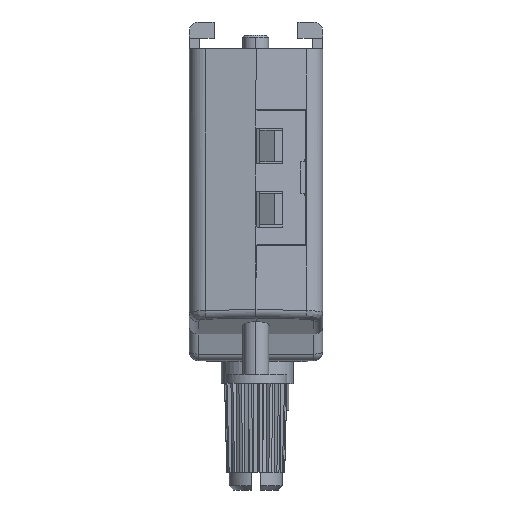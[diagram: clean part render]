
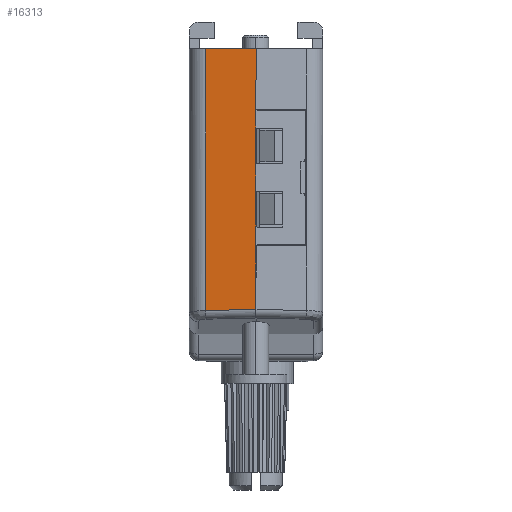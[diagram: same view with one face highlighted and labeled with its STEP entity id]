
A CAD part, left-side view. The second image highlights one B-rep face of the part: STEP entity #16313.
In plain terms, the highlighted face is planar.
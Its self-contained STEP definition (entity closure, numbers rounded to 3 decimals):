
#158 = EDGE_CURVE ( 'NONE', #16623, #16480, #447, .T. ) ;
#315 = LINE ( 'NONE', #18180, #14054 ) ;
#447 = LINE ( 'NONE', #7139, #14305 ) ;
#494 = ORIENTED_EDGE ( 'NONE', *, *, #11686, .T. ) ;
#860 = CARTESIAN_POINT ( 'NONE',  ( 16.25, 7.471, -9.9 ) ) ;
#863 = CARTESIAN_POINT ( 'NONE',  ( 15.756, 1.826, -38. ) ) ;
#935 = DIRECTION ( 'NONE',  ( 0.087, 0.996, 0.023 ) ) ;
#1229 = DIRECTION ( 'NONE',  ( 0., 0., -1. ) ) ;
#1246 = CARTESIAN_POINT ( 'NONE',  ( 16.25, 7.471, -3. ) ) ;
#1344 = VECTOR ( 'NONE', #16643, 1000. ) ;
#1758 = EDGE_LOOP ( 'NONE', ( #2356, #15098, #494, #14583, #14378, #15425, #16951, #12151, #17696, #15047 ) ) ;
#2356 = ORIENTED_EDGE ( 'NONE', *, *, #3818, .T. ) ;
#2388 = VERTEX_POINT ( 'NONE', #12064 ) ;
#2546 = CARTESIAN_POINT ( 'NONE',  ( 16.25, 7.471, -15.9 ) ) ;
#2582 = LINE ( 'NONE', #5998, #9554 ) ;
#2693 = DIRECTION ( 'NONE',  ( 0., 0., 1. ) ) ;
#2996 = DIRECTION ( 'NONE',  ( 0., 0., -1. ) ) ;
#3177 = DIRECTION ( 'NONE',  ( 0.087, 0.996, 0. ) ) ;
#3818 = EDGE_CURVE ( 'NONE', #2388, #5440, #17534, .T. ) ;
#4591 = CARTESIAN_POINT ( 'NONE',  ( 16.25, 7.471, -9.9 ) ) ;
#4872 = VECTOR ( 'NONE', #12033, 1000. ) ;
#4953 = PLANE ( 'NONE',  #11467 ) ;
#5170 = DIRECTION ( 'NONE',  ( 0., 0., -1. ) ) ;
#5260 = VECTOR ( 'NONE', #6036, 1000. ) ;
#5371 = EDGE_CURVE ( 'NONE', #7477, #6980, #10279, .T. ) ;
#5440 = VERTEX_POINT ( 'NONE', #19376 ) ;
#5588 = VECTOR ( 'NONE', #9409, 1000. ) ;
#5998 = CARTESIAN_POINT ( 'NONE',  ( 16.25, 7.471, -38. ) ) ;
#6026 = LINE ( 'NONE', #4591, #5588 ) ;
#6036 = DIRECTION ( 'NONE',  ( 0., 0., -1. ) ) ;
#6779 = CARTESIAN_POINT ( 'NONE',  ( 16.25, 7.471, -19. ) ) ;
#6980 = VERTEX_POINT ( 'NONE', #7145 ) ;
#7139 = CARTESIAN_POINT ( 'NONE',  ( 16.25, 7.471, -9.9 ) ) ;
#7145 = CARTESIAN_POINT ( 'NONE',  ( 16.25, 7.471, -11.9 ) ) ;
#7477 = VERTEX_POINT ( 'NONE', #860 ) ;
#7781 = EDGE_CURVE ( 'NONE', #5440, #17728, #16088, .T. ) ;
#8241 = LINE ( 'NONE', #21631, #18223 ) ;
#8439 = CARTESIAN_POINT ( 'NONE',  ( 15.596, 0., -38. ) ) ;
#8900 = VECTOR ( 'NONE', #1229, 1000. ) ;
#9253 = CARTESIAN_POINT ( 'NONE',  ( 16.25, 7.471, -9.9 ) ) ;
#9409 = DIRECTION ( 'NONE',  ( 0., 0., -1. ) ) ;
#9493 = EDGE_CURVE ( 'NONE', #16480, #13127, #8241, .T. ) ;
#9537 = CARTESIAN_POINT ( 'NONE',  ( 16.25, 7.471, -23. ) ) ;
#9554 = VECTOR ( 'NONE', #2693, 1000. ) ;
#9951 = EDGE_CURVE ( 'NONE', #2388, #10695, #315, .T. ) ;
#9978 = DIRECTION ( 'NONE',  ( 0.087, 0.996, 0. ) ) ;
#10279 = LINE ( 'NONE', #20266, #1344 ) ;
#10695 = VERTEX_POINT ( 'NONE', #1246 ) ;
#11270 = CARTESIAN_POINT ( 'NONE',  ( 16.25, 7.471, -25. ) ) ;
#11467 = AXIS2_PLACEMENT_3D ( 'NONE', #8439, #18414, #9978 ) ;
#11686 = EDGE_CURVE ( 'NONE', #17728, #13127, #2582, .T. ) ;
#11691 = LINE ( 'NONE', #20370, #4872 ) ;
#12033 = DIRECTION ( 'NONE',  ( 0., 0., 1. ) ) ;
#12064 = CARTESIAN_POINT ( 'NONE',  ( 15.756, 1.826, -3. ) ) ;
#12151 = ORIENTED_EDGE ( 'NONE', *, *, #5371, .F. ) ;
#13127 = VERTEX_POINT ( 'NONE', #11270 ) ;
#13486 = CARTESIAN_POINT ( 'NONE',  ( 16.25, 7.471, -32.236 ) ) ;
#14054 = VECTOR ( 'NONE', #3177, 1000. ) ;
#14305 = VECTOR ( 'NONE', #5170, 1000. ) ;
#14378 = ORIENTED_EDGE ( 'NONE', *, *, #158, .F. ) ;
#14441 = CARTESIAN_POINT ( 'NONE',  ( 16.248, 7.454, -32.237 ) ) ;
#14498 = EDGE_CURVE ( 'NONE', #6980, #14936, #19015, .T. ) ;
#14583 = ORIENTED_EDGE ( 'NONE', *, *, #9493, .F. ) ;
#14936 = VERTEX_POINT ( 'NONE', #2546 ) ;
#15047 = ORIENTED_EDGE ( 'NONE', *, *, #9951, .F. ) ;
#15098 = ORIENTED_EDGE ( 'NONE', *, *, #7781, .T. ) ;
#15425 = ORIENTED_EDGE ( 'NONE', *, *, #17962, .F. ) ;
#16088 = LINE ( 'NONE', #14441, #19085 ) ;
#16313 = ADVANCED_FACE ( 'NONE', ( #19968 ), #4953, .T. ) ;
#16480 = VERTEX_POINT ( 'NONE', #9537 ) ;
#16623 = VERTEX_POINT ( 'NONE', #6779 ) ;
#16643 = DIRECTION ( 'NONE',  ( 0., 0., -1. ) ) ;
#16951 = ORIENTED_EDGE ( 'NONE', *, *, #14498, .F. ) ;
#17534 = LINE ( 'NONE', #863, #5260 ) ;
#17696 = ORIENTED_EDGE ( 'NONE', *, *, #19265, .T. ) ;
#17728 = VERTEX_POINT ( 'NONE', #13486 ) ;
#17962 = EDGE_CURVE ( 'NONE', #14936, #16623, #6026, .T. ) ;
#18180 = CARTESIAN_POINT ( 'NONE',  ( 15.596, 0., -3. ) ) ;
#18223 = VECTOR ( 'NONE', #2996, 1000. ) ;
#18414 = DIRECTION ( 'NONE',  ( 0.996, -0.087, 0. ) ) ;
#19015 = LINE ( 'NONE', #9253, #8900 ) ;
#19085 = VECTOR ( 'NONE', #935, 1000. ) ;
#19265 = EDGE_CURVE ( 'NONE', #7477, #10695, #11691, .T. ) ;
#19376 = CARTESIAN_POINT ( 'NONE',  ( 15.756, 1.826, -32.369 ) ) ;
#19968 = FACE_OUTER_BOUND ( 'NONE', #1758, .T. ) ;
#20266 = CARTESIAN_POINT ( 'NONE',  ( 16.25, 7.471, -9.9 ) ) ;
#20370 = CARTESIAN_POINT ( 'NONE',  ( 16.25, 7.471, -38. ) ) ;
#21631 = CARTESIAN_POINT ( 'NONE',  ( 16.25, 7.471, -9.9 ) ) ;
